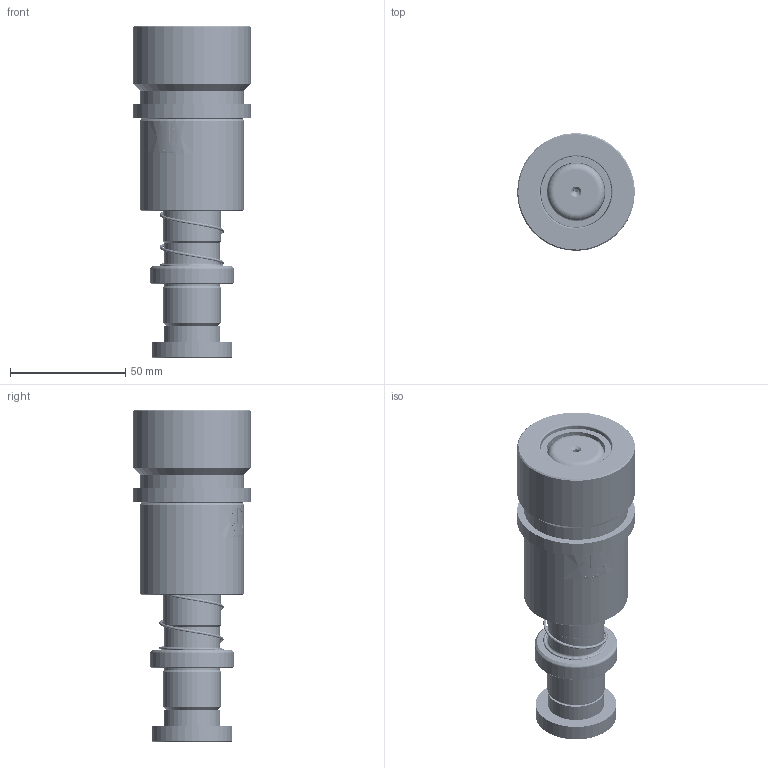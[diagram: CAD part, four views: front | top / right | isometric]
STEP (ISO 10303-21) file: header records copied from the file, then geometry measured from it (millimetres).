
FILE_DESCRIPTION (( 'STEP AP214' ), '1' );
FILE_NAME ('HTSH(HTJH)-D25-L110(BL-80).STEP', '2021-09-03T00:40:09', ( '' ), ( '' ), 'SwSTEP 2.0', 'SolidWorks 2016', '' );
FILE_SCHEMA (( 'AUTOMOTIVE_DESIGN' ));
Length unit declared in the file: millimetre
Products named in the file (365): BALL-D3; TRP-D25-L110; HWP-D27.5-d25.5-L40; TRB25-40-40; BSH-30.5-25.5-L75; DRP蹟簽D25; HTSH(HTJH)-D25-L110(BL-80); BSH-D30.5-25.5-L75郪蚾
Assembly tree (359 placements, depth 3):
  BALL-D3
  BALL-D3
  BALL-D3
  BALL-D3
  BALL-D3
Bounding box: 50.98 x 50.98 x 143.82 mm (x, y, z)
Volume: 168856.3 mm3; surface area: 70853.3 mm2
Topology: 355 solids, 355 shells, 1534 faces, 6699 edges, 4454 vertices
Faces by surface type: sphere 1400, cylinder 46, cone 34, plane 26, torus 14, bspline 14
Entity records: 64682 total; most frequent: CARTESIAN_POINT 36347, ORIENTED_EDGE 4980, DIRECTION 4200, EDGE_CURVE 2490, AXIS2_PLACEMENT_3D 2037, VERTEX_POINT 1642, EDGE_LOOP 1518, B_SPLINE_CURVE_WITH_KNOTS 1517
